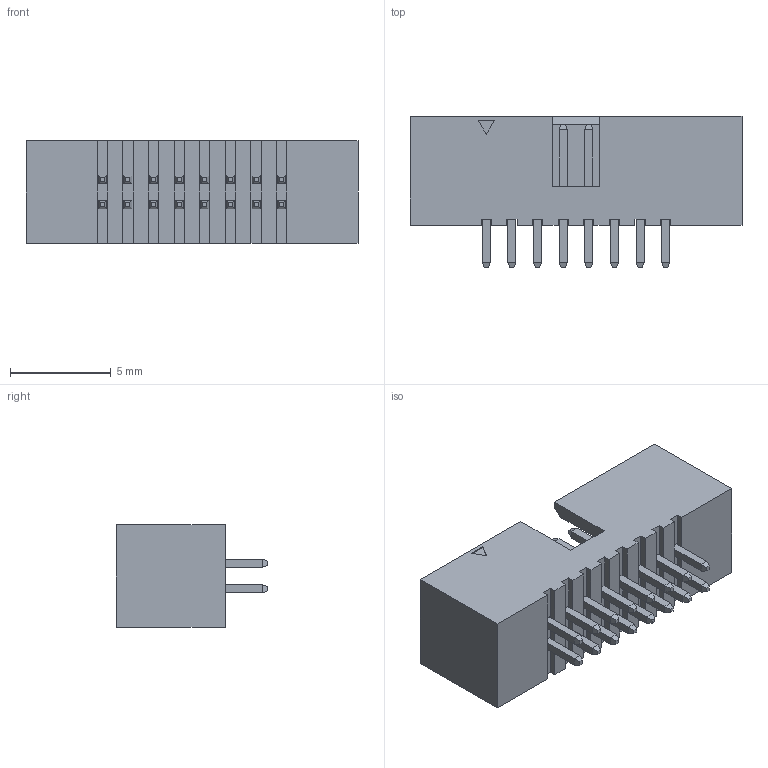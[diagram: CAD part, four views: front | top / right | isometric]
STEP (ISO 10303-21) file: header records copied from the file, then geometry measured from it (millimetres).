
FILE_DESCRIPTION (( 'STEP AP214' ), '1' );
FILE_NAME ('3220-16-0100-00.STEP', '2024-06-23T18:39:56', ( '' ), ( '' ), 'SwSTEP 2.0', 'SolidWorks 2021', '' );
FILE_SCHEMA (( 'AUTOMOTIVE_DESIGN' ));
Length unit declared in the file: millimetre
Products named in the file (3): 3220-xx-0100-00 body_16; 3220-16-0100-00; Pin^3220-xx-0100-00
Assembly tree (17 placements, depth 2):
  3220-16-0100-00
    3220-xx-0100-00 body_16
    Pin^3220-xx-0100-00  x16
Bounding box: 16.46 x 7.5 x 5.1 mm (x, y, z)
Volume: 257 mm3; surface area: 750.6 mm2
Topology: 17 solids, 17 shells, 343 faces, 792 edges, 484 vertices
Faces by surface type: plane 343
Entity records: 4464 total; most frequent: CARTESIAN_POINT 769, ORIENTED_EDGE 744, DIRECTION 678, VECTOR 372, LINE 372, EDGE_CURVE 372, VERTEX_POINT 244, EDGE_LOOP 166
